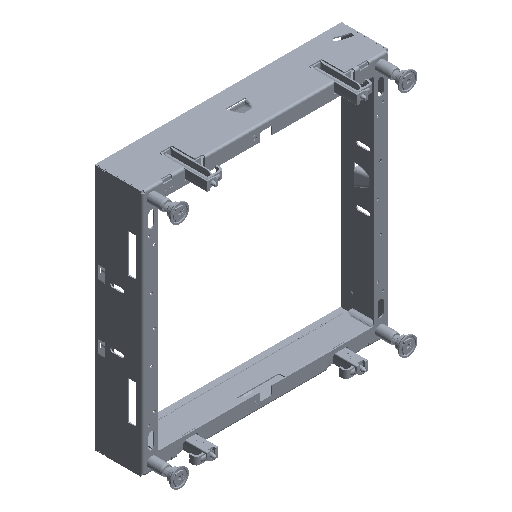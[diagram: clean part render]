
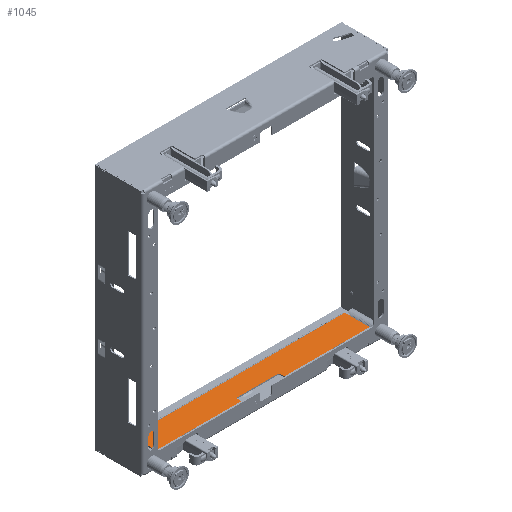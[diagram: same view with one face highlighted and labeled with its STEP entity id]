
A CAD part, isometric view. The second image highlights one B-rep face of the part: STEP entity #1045.
In plain terms, the highlighted planar face has unit normal (0, 0, 1).
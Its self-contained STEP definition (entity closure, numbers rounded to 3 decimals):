
#924=AXIS2_PLACEMENT_3D('Plane Axis2P3D',#921,#922,#923) ;
#1001=AXIS2_PLACEMENT_3D('Circle Axis2P3D',#999,#1000,$) ;
#1015=AXIS2_PLACEMENT_3D('Circle Axis2P3D',#1013,#1014,$) ;
#847=CARTESIAN_POINT('Vertex',(-114.,31.2,0.)) ;
#850=CARTESIAN_POINT('Line Origine',(0.,31.2,0.)) ;
#854=CARTESIAN_POINT('Vertex',(-94.5,31.2,0.)) ;
#869=CARTESIAN_POINT('Line Origine',(0.,31.2,0.)) ;
#873=CARTESIAN_POINT('Vertex',(65.5,31.2,0.)) ;
#875=CARTESIAN_POINT('Vertex',(-65.5,31.2,0.)) ;
#895=CARTESIAN_POINT('Line Origine',(0.,31.2,0.)) ;
#899=CARTESIAN_POINT('Vertex',(114.,31.2,0.)) ;
#901=CARTESIAN_POINT('Vertex',(94.5,31.2,0.)) ;
#921=CARTESIAN_POINT('Axis2P3D Location',(0.,4.6,0.)) ;
#926=CARTESIAN_POINT('Line Origine',(48.,4.6,0.)) ;
#930=CARTESIAN_POINT('Vertex',(73.,4.6,0.)) ;
#932=CARTESIAN_POINT('Vertex',(23.,4.6,0.)) ;
#935=CARTESIAN_POINT('Line Origine',(80.,4.6,0.)) ;
#939=CARTESIAN_POINT('Vertex',(87.,4.6,0.)) ;
#942=CARTESIAN_POINT('Line Origine',(100.5,4.6,0.)) ;
#946=CARTESIAN_POINT('Vertex',(114.,4.6,0.)) ;
#949=CARTESIAN_POINT('Line Origine',(114.,17.9,0.)) ;
#954=CARTESIAN_POINT('Line Origine',(80.,31.2,0.)) ;
#959=CARTESIAN_POINT('Line Origine',(-80.,31.2,0.)) ;
#964=CARTESIAN_POINT('Line Origine',(-114.,17.9,0.)) ;
#968=CARTESIAN_POINT('Vertex',(-114.,4.6,0.)) ;
#971=CARTESIAN_POINT('Line Origine',(-100.5,4.6,0.)) ;
#975=CARTESIAN_POINT('Vertex',(-87.,4.6,0.)) ;
#978=CARTESIAN_POINT('Line Origine',(-80.,4.6,0.)) ;
#982=CARTESIAN_POINT('Vertex',(-73.,4.6,0.)) ;
#985=CARTESIAN_POINT('Line Origine',(-48.,4.6,0.)) ;
#989=CARTESIAN_POINT('Vertex',(-23.,4.6,0.)) ;
#992=CARTESIAN_POINT('Line Origine',(-23.,6.5,0.)) ;
#996=CARTESIAN_POINT('Vertex',(-23.,8.4,0.)) ;
#999=CARTESIAN_POINT('Axis2P3D Location',(-21.,8.4,0.)) ;
#1003=CARTESIAN_POINT('Vertex',(-21.,10.4,0.)) ;
#1006=CARTESIAN_POINT('Line Origine',(0.,10.4,0.)) ;
#1010=CARTESIAN_POINT('Vertex',(21.,10.4,0.)) ;
#1013=CARTESIAN_POINT('Axis2P3D Location',(21.,8.4,0.)) ;
#1017=CARTESIAN_POINT('Vertex',(23.,8.4,0.)) ;
#1020=CARTESIAN_POINT('Line Origine',(23.,6.5,0.)) ;
#851=DIRECTION('Vector Direction',(1.,0.,0.)) ;
#870=DIRECTION('Vector Direction',(1.,0.,0.)) ;
#896=DIRECTION('Vector Direction',(1.,0.,0.)) ;
#922=DIRECTION('Axis2P3D Direction',(0.,-0.,1.)) ;
#923=DIRECTION('Axis2P3D XDirection',(0.,1.,0.)) ;
#927=DIRECTION('Vector Direction',(-1.,0.,0.)) ;
#936=DIRECTION('Vector Direction',(-1.,0.,0.)) ;
#943=DIRECTION('Vector Direction',(-1.,0.,0.)) ;
#950=DIRECTION('Vector Direction',(0.,1.,0.)) ;
#955=DIRECTION('Vector Direction',(-1.,0.,0.)) ;
#960=DIRECTION('Vector Direction',(-1.,0.,0.)) ;
#965=DIRECTION('Vector Direction',(0.,1.,0.)) ;
#972=DIRECTION('Vector Direction',(-1.,0.,0.)) ;
#979=DIRECTION('Vector Direction',(-1.,0.,0.)) ;
#986=DIRECTION('Vector Direction',(-1.,0.,0.)) ;
#993=DIRECTION('Vector Direction',(0.,-1.,0.)) ;
#1000=DIRECTION('Axis2P3D Direction',(0.,-0.,1.)) ;
#1007=DIRECTION('Vector Direction',(1.,0.,0.)) ;
#1014=DIRECTION('Axis2P3D Direction',(0.,-0.,1.)) ;
#1021=DIRECTION('Vector Direction',(0.,-1.,0.)) ;
#852=VECTOR('Line Direction',#851,1.) ;
#871=VECTOR('Line Direction',#870,1.) ;
#897=VECTOR('Line Direction',#896,1.) ;
#928=VECTOR('Line Direction',#927,1.) ;
#937=VECTOR('Line Direction',#936,1.) ;
#944=VECTOR('Line Direction',#943,1.) ;
#951=VECTOR('Line Direction',#950,1.) ;
#956=VECTOR('Line Direction',#955,1.) ;
#961=VECTOR('Line Direction',#960,1.) ;
#966=VECTOR('Line Direction',#965,1.) ;
#973=VECTOR('Line Direction',#972,1.) ;
#980=VECTOR('Line Direction',#979,1.) ;
#987=VECTOR('Line Direction',#986,1.) ;
#994=VECTOR('Line Direction',#993,1.) ;
#1008=VECTOR('Line Direction',#1007,1.) ;
#1022=VECTOR('Line Direction',#1021,1.) ;
#1026=ORIENTED_EDGE('',*,*,#934,.F.) ;
#1027=ORIENTED_EDGE('',*,*,#941,.F.) ;
#1028=ORIENTED_EDGE('',*,*,#948,.F.) ;
#1029=ORIENTED_EDGE('',*,*,#953,.F.) ;
#1030=ORIENTED_EDGE('',*,*,#903,.T.) ;
#1031=ORIENTED_EDGE('',*,*,#958,.T.) ;
#1032=ORIENTED_EDGE('',*,*,#877,.T.) ;
#1033=ORIENTED_EDGE('',*,*,#963,.T.) ;
#1034=ORIENTED_EDGE('',*,*,#856,.T.) ;
#1035=ORIENTED_EDGE('',*,*,#970,.T.) ;
#1036=ORIENTED_EDGE('',*,*,#977,.F.) ;
#1037=ORIENTED_EDGE('',*,*,#984,.F.) ;
#1038=ORIENTED_EDGE('',*,*,#991,.F.) ;
#1039=ORIENTED_EDGE('',*,*,#998,.F.) ;
#1040=ORIENTED_EDGE('',*,*,#1005,.F.) ;
#1041=ORIENTED_EDGE('',*,*,#1012,.T.) ;
#1042=ORIENTED_EDGE('',*,*,#1019,.F.) ;
#1043=ORIENTED_EDGE('',*,*,#1024,.T.) ;
#1045=ADVANCED_FACE('Corps principal',(#1044),#925,.T.) ;
#1002=CIRCLE('generated circle',#1001,2.) ;
#1016=CIRCLE('generated circle',#1015,2.) ;
#856=EDGE_CURVE('',#855,#848,#853,.F.) ;
#877=EDGE_CURVE('',#874,#876,#872,.F.) ;
#903=EDGE_CURVE('',#900,#902,#898,.F.) ;
#934=EDGE_CURVE('',#931,#933,#929,.T.) ;
#941=EDGE_CURVE('',#940,#931,#938,.T.) ;
#948=EDGE_CURVE('',#947,#940,#945,.T.) ;
#953=EDGE_CURVE('',#900,#947,#952,.F.) ;
#958=EDGE_CURVE('',#902,#874,#957,.T.) ;
#963=EDGE_CURVE('',#876,#855,#962,.T.) ;
#970=EDGE_CURVE('',#848,#969,#967,.F.) ;
#977=EDGE_CURVE('',#976,#969,#974,.T.) ;
#984=EDGE_CURVE('',#983,#976,#981,.T.) ;
#991=EDGE_CURVE('',#990,#983,#988,.T.) ;
#998=EDGE_CURVE('',#997,#990,#995,.T.) ;
#1005=EDGE_CURVE('',#1004,#997,#1002,.T.) ;
#1012=EDGE_CURVE('',#1004,#1011,#1009,.T.) ;
#1019=EDGE_CURVE('',#1018,#1011,#1016,.T.) ;
#1024=EDGE_CURVE('',#1018,#933,#1023,.T.) ;
#1025=EDGE_LOOP('',(#1026,#1027,#1028,#1029,#1030,#1031,#1032,#1033,#1034,#1035,#1036,#1037,#1038,#1039,#1040,#1041,#1042,#1043)) ;
#1044=FACE_OUTER_BOUND('',#1025,.T.) ;
#853=LINE('Line',#850,#852) ;
#872=LINE('Line',#869,#871) ;
#898=LINE('Line',#895,#897) ;
#929=LINE('Line',#926,#928) ;
#938=LINE('Line',#935,#937) ;
#945=LINE('Line',#942,#944) ;
#952=LINE('Line',#949,#951) ;
#957=LINE('Line',#954,#956) ;
#962=LINE('Line',#959,#961) ;
#967=LINE('Line',#964,#966) ;
#974=LINE('Line',#971,#973) ;
#981=LINE('Line',#978,#980) ;
#988=LINE('Line',#985,#987) ;
#995=LINE('Line',#992,#994) ;
#1009=LINE('Line',#1006,#1008) ;
#1023=LINE('Line',#1020,#1022) ;
#925=PLANE('',#924) ;
#848=VERTEX_POINT('',#847) ;
#855=VERTEX_POINT('',#854) ;
#874=VERTEX_POINT('',#873) ;
#876=VERTEX_POINT('',#875) ;
#900=VERTEX_POINT('',#899) ;
#902=VERTEX_POINT('',#901) ;
#931=VERTEX_POINT('',#930) ;
#933=VERTEX_POINT('',#932) ;
#940=VERTEX_POINT('',#939) ;
#947=VERTEX_POINT('',#946) ;
#969=VERTEX_POINT('',#968) ;
#976=VERTEX_POINT('',#975) ;
#983=VERTEX_POINT('',#982) ;
#990=VERTEX_POINT('',#989) ;
#997=VERTEX_POINT('',#996) ;
#1004=VERTEX_POINT('',#1003) ;
#1011=VERTEX_POINT('',#1010) ;
#1018=VERTEX_POINT('',#1017) ;
